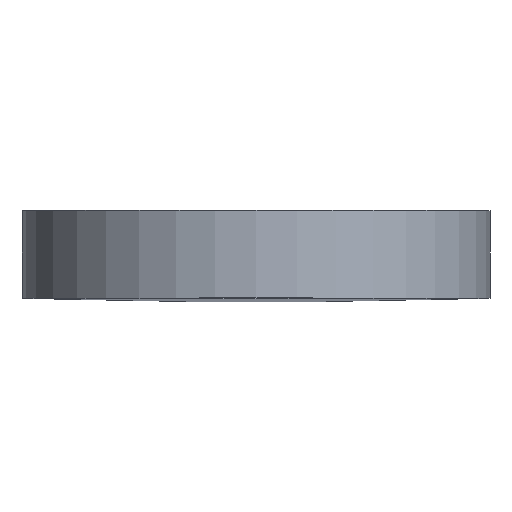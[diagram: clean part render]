
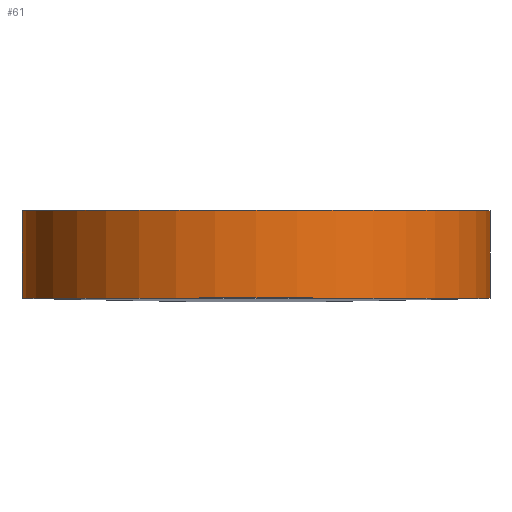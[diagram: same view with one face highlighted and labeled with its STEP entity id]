
A CAD part, top view. The second image highlights one B-rep face of the part: STEP entity #61.
In plain terms, the highlighted cylindrical face has radius 8 mm (diameter 16 mm), a partial arc.
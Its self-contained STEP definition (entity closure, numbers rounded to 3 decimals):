
#17 = CARTESIAN_POINT ( 'NONE',  ( 0., 3., 0. ) ) ;
#25 = EDGE_CURVE ( 'NONE', #192, #208, #75, .T. ) ;
#36 = CARTESIAN_POINT ( 'NONE',  ( -8., 3., 0. ) ) ;
#40 = CARTESIAN_POINT ( 'NONE',  ( 8., 3., 0. ) ) ;
#42 = EDGE_CURVE ( 'NONE', #305, #248, #167, .T. ) ;
#46 = ORIENTED_EDGE ( 'NONE', *, *, #201, .F. ) ;
#49 = CARTESIAN_POINT ( 'NONE',  ( 0., 0., 0. ) ) ;
#55 = ORIENTED_EDGE ( 'NONE', *, *, #186, .T. ) ;
#61 = ADVANCED_FACE ( 'NONE', ( #78 ), #100, .T. ) ;
#63 = DIRECTION ( 'NONE',  ( 0., -1., 0. ) ) ;
#64 = AXIS2_PLACEMENT_3D ( 'NONE', #49, #246, #163 ) ;
#75 = LINE ( 'NONE', #40, #109 ) ;
#78 = FACE_OUTER_BOUND ( 'NONE', #133, .T. ) ;
#87 = CIRCLE ( 'NONE', #121, 8. ) ;
#100 = CYLINDRICAL_SURFACE ( 'NONE', #229, 8. ) ;
#109 = VECTOR ( 'NONE', #63, 1000. ) ;
#121 = AXIS2_PLACEMENT_3D ( 'NONE', #17, #135, #275 ) ;
#127 = CIRCLE ( 'NONE', #64, 8. ) ;
#133 = EDGE_LOOP ( 'NONE', ( #55, #233, #46, #240 ) ) ;
#134 = DIRECTION ( 'NONE',  ( 0., -1., 0. ) ) ;
#135 = DIRECTION ( 'NONE',  ( 0., 1., 0. ) ) ;
#153 = CARTESIAN_POINT ( 'NONE',  ( 8., 3., 0. ) ) ;
#163 = DIRECTION ( 'NONE',  ( 0., 0., 1. ) ) ;
#167 = LINE ( 'NONE', #36, #263 ) ;
#173 = DIRECTION ( 'NONE',  ( 0., 0., -1. ) ) ;
#186 = EDGE_CURVE ( 'NONE', #248, #208, #127, .T. ) ;
#192 = VERTEX_POINT ( 'NONE', #153 ) ;
#201 = EDGE_CURVE ( 'NONE', #305, #192, #87, .T. ) ;
#208 = VERTEX_POINT ( 'NONE', #288 ) ;
#214 = CARTESIAN_POINT ( 'NONE',  ( 0., 3., 0. ) ) ;
#220 = DIRECTION ( 'NONE',  ( 0., -1., 0. ) ) ;
#229 = AXIS2_PLACEMENT_3D ( 'NONE', #214, #134, #173 ) ;
#233 = ORIENTED_EDGE ( 'NONE', *, *, #25, .F. ) ;
#240 = ORIENTED_EDGE ( 'NONE', *, *, #42, .T. ) ;
#246 = DIRECTION ( 'NONE',  ( 0., 1., 0. ) ) ;
#248 = VERTEX_POINT ( 'NONE', #268 ) ;
#253 = CARTESIAN_POINT ( 'NONE',  ( -8., 3., 0. ) ) ;
#263 = VECTOR ( 'NONE', #220, 1000. ) ;
#268 = CARTESIAN_POINT ( 'NONE',  ( -8., 0., 0. ) ) ;
#275 = DIRECTION ( 'NONE',  ( 0., 0., 1. ) ) ;
#288 = CARTESIAN_POINT ( 'NONE',  ( 8., 0., 0. ) ) ;
#305 = VERTEX_POINT ( 'NONE', #253 ) ;
